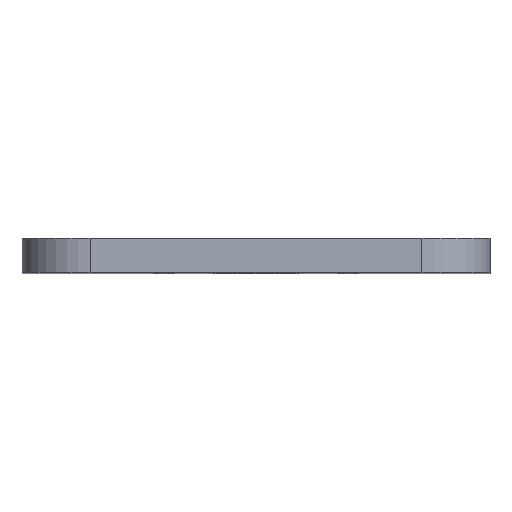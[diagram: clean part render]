
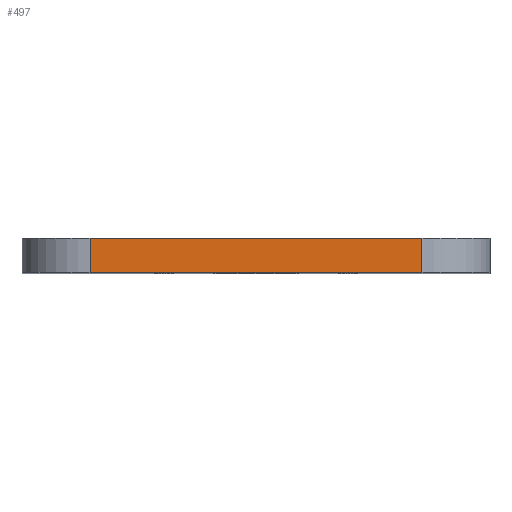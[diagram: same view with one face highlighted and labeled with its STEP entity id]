
A CAD part, top view. The second image highlights one B-rep face of the part: STEP entity #497.
In plain terms, the highlighted planar face has unit normal (0, 0, 1).
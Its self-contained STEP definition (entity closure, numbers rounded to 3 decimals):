
#13 = AXIS2_PLACEMENT_3D ( 'NONE', #233, #34, #1001 ) ;
#34 = DIRECTION ( 'NONE',  ( 0., 0., 1. ) ) ;
#53 = LINE ( 'NONE', #1015, #1057 ) ;
#70 = ORIENTED_EDGE ( 'NONE', *, *, #1074, .T. ) ;
#74 = ORIENTED_EDGE ( 'NONE', *, *, #411, .T. ) ;
#126 = CARTESIAN_POINT ( 'NONE',  ( -24.765, 5.08, 0. ) ) ;
#136 = VECTOR ( 'NONE', #424, 1000. ) ;
#168 = VERTEX_POINT ( 'NONE', #479 ) ;
#202 = EDGE_CURVE ( 'NONE', #597, #168, #1016, .T. ) ;
#233 = CARTESIAN_POINT ( 'NONE',  ( -34.925, 0., 0. ) ) ;
#262 = VECTOR ( 'NONE', #341, 1000. ) ;
#321 = PLANE ( 'NONE',  #13 ) ;
#341 = DIRECTION ( 'NONE',  ( 1., 0., 0. ) ) ;
#347 = ORIENTED_EDGE ( 'NONE', *, *, #202, .T. ) ;
#370 = ORIENTED_EDGE ( 'NONE', *, *, #1146, .F. ) ;
#401 = VERTEX_POINT ( 'NONE', #126 ) ;
#411 = EDGE_CURVE ( 'NONE', #401, #855, #1157, .T. ) ;
#424 = DIRECTION ( 'NONE',  ( 0., -1., 0. ) ) ;
#467 = DIRECTION ( 'NONE',  ( 0., 1., 0. ) ) ;
#474 = FACE_OUTER_BOUND ( 'NONE', #1124, .T. ) ;
#479 = CARTESIAN_POINT ( 'NONE',  ( 24.765, 5.08, 0. ) ) ;
#497 = ADVANCED_FACE ( 'NONE', ( #474 ), #321, .T. ) ;
#518 = LINE ( 'NONE', #643, #262 ) ;
#579 = CARTESIAN_POINT ( 'NONE',  ( 24.765, 0., 0. ) ) ;
#597 = VERTEX_POINT ( 'NONE', #743 ) ;
#643 = CARTESIAN_POINT ( 'NONE',  ( 0., 5.08, 0. ) ) ;
#743 = CARTESIAN_POINT ( 'NONE',  ( 24.765, 0., 0. ) ) ;
#855 = VERTEX_POINT ( 'NONE', #1177 ) ;
#911 = VECTOR ( 'NONE', #467, 1000. ) ;
#996 = CARTESIAN_POINT ( 'NONE',  ( -24.765, 0., 0. ) ) ;
#1001 = DIRECTION ( 'NONE',  ( 1., 0., 0. ) ) ;
#1010 = DIRECTION ( 'NONE',  ( 1., 0., 0. ) ) ;
#1015 = CARTESIAN_POINT ( 'NONE',  ( -34.925, 0., 0. ) ) ;
#1016 = LINE ( 'NONE', #579, #911 ) ;
#1057 = VECTOR ( 'NONE', #1010, 1000. ) ;
#1074 = EDGE_CURVE ( 'NONE', #855, #597, #53, .T. ) ;
#1124 = EDGE_LOOP ( 'NONE', ( #370, #74, #70, #347 ) ) ;
#1146 = EDGE_CURVE ( 'NONE', #401, #168, #518, .T. ) ;
#1157 = LINE ( 'NONE', #996, #136 ) ;
#1177 = CARTESIAN_POINT ( 'NONE',  ( -24.765, 0., 0. ) ) ;
